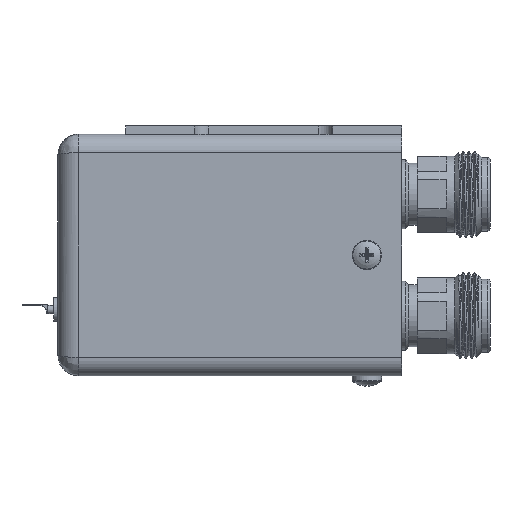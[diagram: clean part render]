
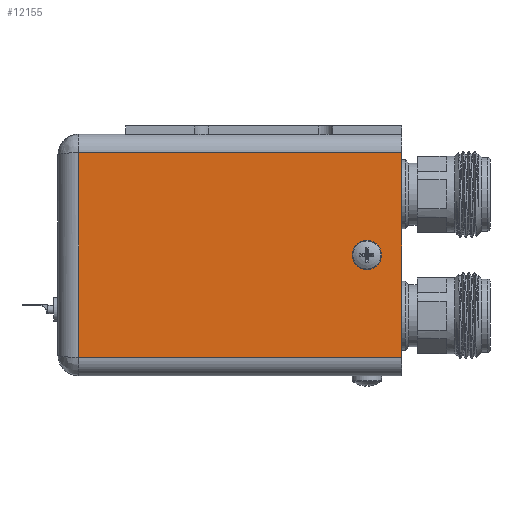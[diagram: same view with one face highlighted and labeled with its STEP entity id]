
A CAD part, left-side view. The second image highlights one B-rep face of the part: STEP entity #12155.
In plain terms, the highlighted planar face has unit normal (-1, 0, 0).
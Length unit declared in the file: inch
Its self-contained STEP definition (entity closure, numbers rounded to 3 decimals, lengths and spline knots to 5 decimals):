
#132 = DIRECTION ( 'NONE',  ( 0., 0., 1. ) ) ;
#191 = FACE_BOUND ( 'NONE', #10518, .T. ) ;
#405 = VECTOR ( 'NONE', #1140, 39.37008 ) ;
#588 = CARTESIAN_POINT ( 'NONE',  ( -0.875, 0.252, 0. ) ) ;
#1140 = DIRECTION ( 'NONE',  ( 0., 1., 0. ) ) ;
#1315 = VERTEX_POINT ( 'NONE', #13740 ) ;
#1447 = VERTEX_POINT ( 'NONE', #14193 ) ;
#1554 = ORIENTED_EDGE ( 'NONE', *, *, #13054, .F. ) ;
#1661 = CARTESIAN_POINT ( 'NONE',  ( -0.875, 0., -0.741 ) ) ;
#2618 = CARTESIAN_POINT ( 'NONE',  ( -0.875, 2.49, -0.741 ) ) ;
#2740 = PLANE ( 'NONE',  #14657 ) ;
#3057 = EDGE_CURVE ( 'NONE', #9805, #9107, #11724, .T. ) ;
#3121 = VERTEX_POINT ( 'NONE', #13194 ) ;
#3584 = VECTOR ( 'NONE', #7628, 39.37008 ) ;
#3652 = VECTOR ( 'NONE', #132, 39.37008 ) ;
#3763 = CARTESIAN_POINT ( 'NONE',  ( -0.875, 2.49, 0.875 ) ) ;
#3802 = DIRECTION ( 'NONE',  ( 0., -1., 0. ) ) ;
#3830 = CIRCLE ( 'NONE', #12686, 0.0675 ) ;
#3849 = DIRECTION ( 'NONE',  ( 1., 0., 0. ) ) ;
#4042 = EDGE_CURVE ( 'NONE', #9373, #9805, #5876, .T. ) ;
#4522 = ORIENTED_EDGE ( 'NONE', *, *, #7304, .F. ) ;
#4942 = LINE ( 'NONE', #11008, #3584 ) ;
#5236 = CARTESIAN_POINT ( 'NONE',  ( -0.875, 0., 0.741 ) ) ;
#5264 = EDGE_CURVE ( 'NONE', #1315, #9373, #11039, .T. ) ;
#5288 = ORIENTED_EDGE ( 'NONE', *, *, #3057, .T. ) ;
#5346 = DIRECTION ( 'NONE',  ( -1., 0., 0. ) ) ;
#5876 = LINE ( 'NONE', #10631, #3652 ) ;
#7304 = EDGE_CURVE ( 'NONE', #1447, #3121, #7401, .T. ) ;
#7326 = ORIENTED_EDGE ( 'NONE', *, *, #4042, .T. ) ;
#7401 = CIRCLE ( 'NONE', #7645, 0.0675 ) ;
#7628 = DIRECTION ( 'NONE',  ( 0., 0., -1. ) ) ;
#7645 = AXIS2_PLACEMENT_3D ( 'NONE', #12035, #8483, #14523 ) ;
#8483 = DIRECTION ( 'NONE',  ( -1., 0., 0. ) ) ;
#8636 = EDGE_LOOP ( 'NONE', ( #12646, #13719, #7326, #5288 ) ) ;
#9107 = VERTEX_POINT ( 'NONE', #13965 ) ;
#9373 = VERTEX_POINT ( 'NONE', #1661 ) ;
#9621 = FACE_OUTER_BOUND ( 'NONE', #8636, .T. ) ;
#9693 = DIRECTION ( 'NONE',  ( 0., 1., 0. ) ) ;
#9805 = VERTEX_POINT ( 'NONE', #5236 ) ;
#10027 = DIRECTION ( 'NONE',  ( 0., 0., 1. ) ) ;
#10518 = EDGE_LOOP ( 'NONE', ( #4522, #1554 ) ) ;
#10628 = CARTESIAN_POINT ( 'NONE',  ( -0.875, 2.49, 0.741 ) ) ;
#10631 = CARTESIAN_POINT ( 'NONE',  ( -0.875, 0., 0.875 ) ) ;
#11008 = CARTESIAN_POINT ( 'NONE',  ( -0.875, 2.34, -0.875 ) ) ;
#11039 = LINE ( 'NONE', #2618, #14251 ) ;
#11724 = LINE ( 'NONE', #10628, #405 ) ;
#12035 = CARTESIAN_POINT ( 'NONE',  ( -0.875, 0.252, 0. ) ) ;
#12155 = ADVANCED_FACE ( 'NONE', ( #191, #9621 ), #2740, .F. ) ;
#12646 = ORIENTED_EDGE ( 'NONE', *, *, #13248, .T. ) ;
#12686 = AXIS2_PLACEMENT_3D ( 'NONE', #588, #5346, #10027 ) ;
#13054 = EDGE_CURVE ( 'NONE', #3121, #1447, #3830, .T. ) ;
#13194 = CARTESIAN_POINT ( 'NONE',  ( -0.875, 0.252, -0.0675 ) ) ;
#13248 = EDGE_CURVE ( 'NONE', #9107, #1315, #4942, .T. ) ;
#13719 = ORIENTED_EDGE ( 'NONE', *, *, #5264, .T. ) ;
#13740 = CARTESIAN_POINT ( 'NONE',  ( -0.875, 2.34, -0.741 ) ) ;
#13965 = CARTESIAN_POINT ( 'NONE',  ( -0.875, 2.34, 0.741 ) ) ;
#14193 = CARTESIAN_POINT ( 'NONE',  ( -0.875, 0.252, 0.0675 ) ) ;
#14251 = VECTOR ( 'NONE', #3802, 39.37008 ) ;
#14523 = DIRECTION ( 'NONE',  ( 0., 0., 1. ) ) ;
#14657 = AXIS2_PLACEMENT_3D ( 'NONE', #3763, #3849, #9693 ) ;
